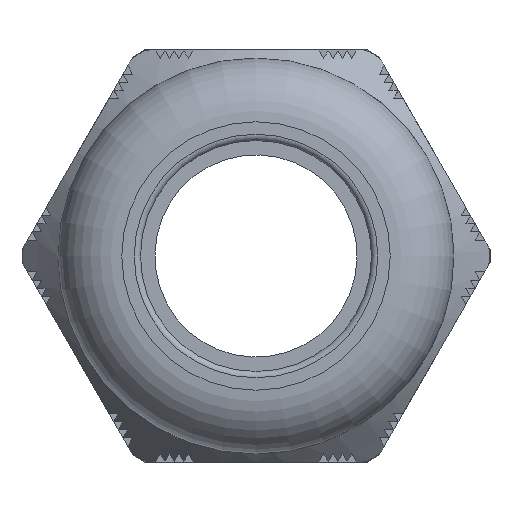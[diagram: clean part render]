
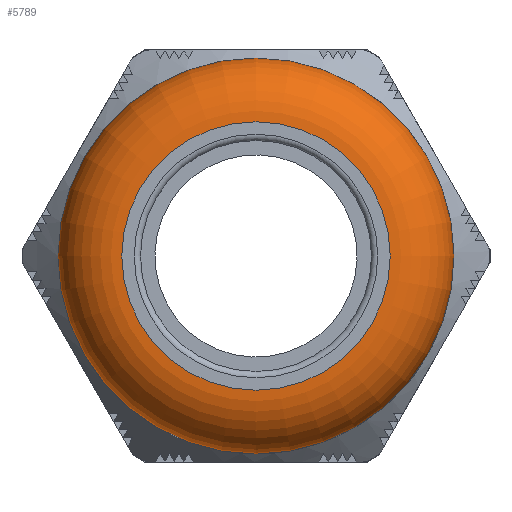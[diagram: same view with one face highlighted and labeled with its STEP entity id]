
A CAD part, left-side view. The second image highlights one B-rep face of the part: STEP entity #5789.
In plain terms, the highlighted toroidal (fillet/blend) face has major radius 10.81 mm and minor radius 5.04 mm.
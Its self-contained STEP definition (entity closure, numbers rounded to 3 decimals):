
#1457=FACE_BOUND('',#1971,.T.);
#1638=FACE_OUTER_BOUND('',#1970,.T.);
#1970=EDGE_LOOP('',(#4729));
#1971=EDGE_LOOP('',(#4730));
#2178=CIRCLE('',#6028,10.75);
#2230=CIRCLE('',#6218,15.85);
#2414=VERTEX_POINT('',#10113);
#2682=VERTEX_POINT('',#11850);
#3015=EDGE_CURVE('',#2414,#2414,#2178,.T.);
#3417=EDGE_CURVE('',#2682,#2682,#2230,.T.);
#4729=ORIENTED_EDGE('',*,*,#3417,.F.);
#4730=ORIENTED_EDGE('',*,*,#3015,.T.);
#5613=TOROIDAL_SURFACE('',#6217,10.81,5.04);
#5789=ADVANCED_FACE('',(#1638,#1457),#5613,.T.);
#6028=AXIS2_PLACEMENT_3D('',#10114,#6600,#6601);
#6217=AXIS2_PLACEMENT_3D('',#11849,#7224,#7225);
#6218=AXIS2_PLACEMENT_3D('',#11851,#7226,#7227);
#6600=DIRECTION('center_axis',(1.,0.,0.));
#6601=DIRECTION('ref_axis',(0.,0.,-1.));
#7224=DIRECTION('center_axis',(1.,0.,0.));
#7225=DIRECTION('ref_axis',(0.,0.,-1.));
#7226=DIRECTION('center_axis',(1.,0.,0.));
#7227=DIRECTION('ref_axis',(0.,0.,-1.));
#10113=CARTESIAN_POINT('',(-22.66,10.75,0.));
#10114=CARTESIAN_POINT('Origin',(-22.66,0.,0.));
#11849=CARTESIAN_POINT('Origin',(-17.62,0.,0.));
#11850=CARTESIAN_POINT('',(-17.62,15.85,0.));
#11851=CARTESIAN_POINT('Origin',(-17.62,0.,0.));
